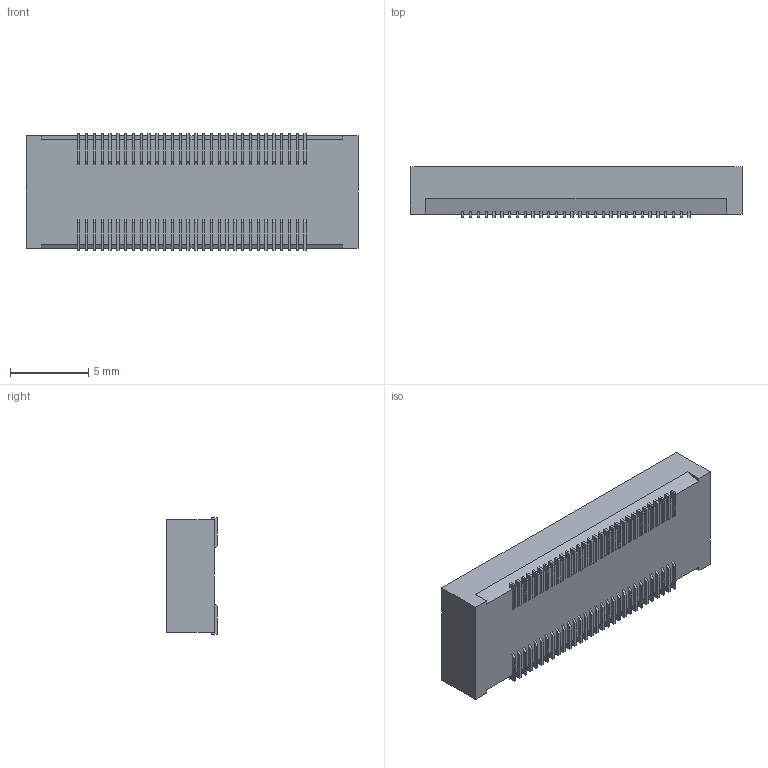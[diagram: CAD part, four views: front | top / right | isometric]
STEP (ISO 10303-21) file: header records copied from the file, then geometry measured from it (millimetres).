
FILE_DESCRIPTION(/* description */ ('STEP AP214'),/* implementation_level */ '2;1');
FILE_NAME(/* name */ 'BSH-030-01-F-D',/* time_stamp */ '2022-09-14T13:15:40+02:00',/* author */ ('License CC BY-ND 4.0'),/* organization */ ('CADENAS'),/* preprocessor_version */ 'ST-DEVELOPER v18.102',/* originating_system */ 'PARTsolutions',/* authorisation */ ' ');
FILE_SCHEMA (('AUTOMOTIVE_DESIGN {1 0 10303 214 3 1 1}'));
Length unit declared in the file: inch
Products named in the file (3): BSH-030-01-F-D; C-126-030-01; BSH-030-01-D_socket
Assembly tree (2 placements, depth 2):
  BSH-030-01-F-D
    C-126-030-01
    BSH-030-01-D_socket
Bounding box: 21.27 x 3.25 x 7.49 mm (x, y, z)
Volume: 316 mm3; surface area: 1151.6 mm2
Topology: 2 solids, 2 shells, 1002 faces, 2924 edges, 1870 vertices
Faces by surface type: plane 1002
Entity records: 32318 total; most frequent: ORIENTED_EDGE 5848, CARTESIAN_POINT 5799, DIRECTION 4934, EDGE_CURVE 2924, LINE 2924, VECTOR 2924, VERTEX_POINT 1870, AXIS2_PLACEMENT_3D 1005
